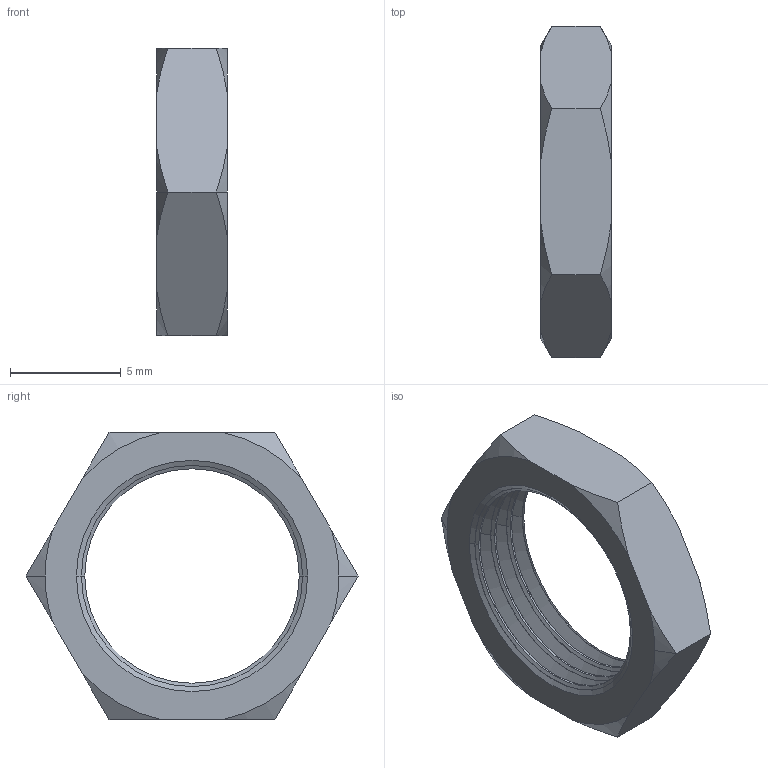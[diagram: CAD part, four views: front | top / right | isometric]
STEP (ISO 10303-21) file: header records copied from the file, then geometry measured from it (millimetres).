
FILE_DESCRIPTION(/* description */ ('Alibre Inc.'),/* implementation_level */ '2;1');
FILE_NAME(/* name */ 'export1',/* time_stamp */ '2011-08-24T21:12:28-04:00',/* author */ (''),/* organization */ (''),/* preprocessor_version */ 'ST-DEVELOPER v12',/* originating_system */ 'Alibre',/* authorisation */ '');
FILE_SCHEMA (('ALIBRE_SCHEMA','CONFIG_CONTROL_DESIGN'));
Length unit declared in the file: millimetre
Products named in the file (1): ID_1
Bounding box: 3.2 x 15.01 x 13 mm (x, y, z)
Volume: 193.6 mm3; surface area: 453.8 mm2
Topology: 1 solids, 1 shells, 66 faces, 148 edges, 84 vertices
Faces by surface type: cone 30, cylinder 20, bspline 8, plane 8
Entity records: 4053 total; most frequent: CARTESIAN_POINT 968, DIRECTION 593, ORIENTED_EDGE 592, EDGE_CURVE 296, AXIS2_PLACEMENT_3D 239, VERTEX_POINT 168, EDGE_LOOP 136, FACE_BOUND 136
